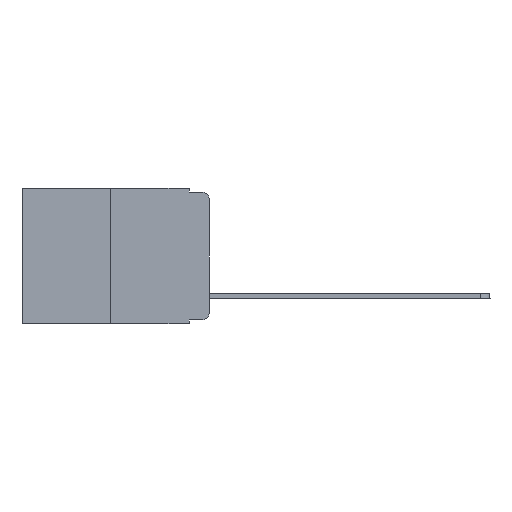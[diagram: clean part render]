
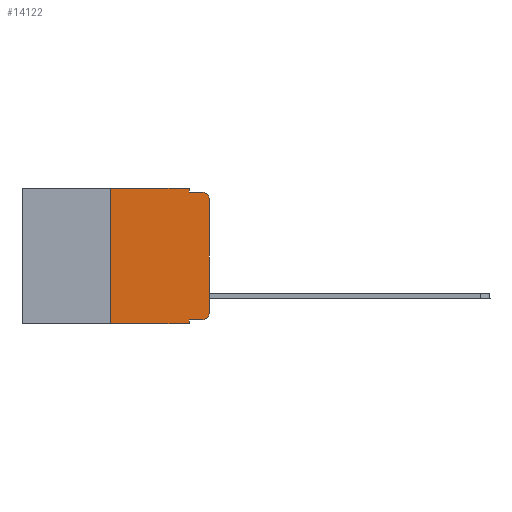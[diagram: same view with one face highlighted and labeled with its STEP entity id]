
A CAD part, left-side view. The second image highlights one B-rep face of the part: STEP entity #14122.
In plain terms, the highlighted planar face has unit normal (-1, 0, 0).
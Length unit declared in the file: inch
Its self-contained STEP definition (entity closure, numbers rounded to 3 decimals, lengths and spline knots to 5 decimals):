
#5 = CARTESIAN_POINT ( 'NONE',  ( 0., 0.051, -0.01 ) ) ;
#912 = LINE ( 'NONE', #2768, #13351 ) ;
#1049 = EDGE_CURVE ( 'NONE', #14722, #3495, #912, .T. ) ;
#1365 = ORIENTED_EDGE ( 'NONE', *, *, #5498, .T. ) ;
#1448 = EDGE_CURVE ( 'NONE', #11231, #7951, #5337, .T. ) ;
#1655 = LINE ( 'NONE', #15062, #7692 ) ;
#1735 = PLANE ( 'NONE',  #6176 ) ;
#1846 = CARTESIAN_POINT ( 'NONE',  ( 0., 0.051, -0.333 ) ) ;
#2104 = ORIENTED_EDGE ( 'NONE', *, *, #5716, .F. ) ;
#2133 = CARTESIAN_POINT ( 'NONE',  ( 0., 0.473, -0.343 ) ) ;
#2221 = DIRECTION ( 'NONE',  ( 0., 0., -1. ) ) ;
#2266 = ORIENTED_EDGE ( 'NONE', *, *, #8002, .T. ) ;
#2768 = CARTESIAN_POINT ( 'NONE',  ( 0., 0., 0. ) ) ;
#2802 = VERTEX_POINT ( 'NONE', #6911 ) ;
#2912 = LINE ( 'NONE', #1846, #13927 ) ;
#2971 = CARTESIAN_POINT ( 'NONE',  ( 0., 0.473, 0. ) ) ;
#3027 = CARTESIAN_POINT ( 'NONE',  ( 0., 0.02, -0.01 ) ) ;
#3033 = ORIENTED_EDGE ( 'NONE', *, *, #8805, .T. ) ;
#3254 = VERTEX_POINT ( 'NONE', #14407 ) ;
#3402 = VECTOR ( 'NONE', #7920, 39.37008 ) ;
#3495 = VERTEX_POINT ( 'NONE', #6003 ) ;
#3983 = DIRECTION ( 'NONE',  ( 0., 0., 1. ) ) ;
#4156 = ORIENTED_EDGE ( 'NONE', *, *, #1448, .F. ) ;
#4675 = CARTESIAN_POINT ( 'NONE',  ( 0., 0.051, 0. ) ) ;
#4696 = DIRECTION ( 'NONE',  ( 0., -1., 0. ) ) ;
#4833 = LINE ( 'NONE', #4675, #16400 ) ;
#4870 = EDGE_CURVE ( 'NONE', #3254, #11902, #7840, .T. ) ;
#5251 = ORIENTED_EDGE ( 'NONE', *, *, #13158, .T. ) ;
#5337 = LINE ( 'NONE', #13924, #14734 ) ;
#5498 = EDGE_CURVE ( 'NONE', #3254, #2802, #10617, .T. ) ;
#5716 = EDGE_CURVE ( 'NONE', #11902, #10135, #15815, .T. ) ;
#5981 = CARTESIAN_POINT ( 'NONE',  ( 0., 0.25, 0. ) ) ;
#6003 = CARTESIAN_POINT ( 'NONE',  ( 0., 0., -0.03 ) ) ;
#6135 = EDGE_CURVE ( 'NONE', #10135, #11231, #4833, .T. ) ;
#6176 = AXIS2_PLACEMENT_3D ( 'NONE', #2971, #11928, #13169 ) ;
#6543 = VERTEX_POINT ( 'NONE', #12066 ) ;
#6602 = CARTESIAN_POINT ( 'NONE',  ( 0., 0.473, 0. ) ) ;
#6911 = CARTESIAN_POINT ( 'NONE',  ( 0., 0.051, -0.343 ) ) ;
#7087 = CIRCLE ( 'NONE', #16606, 0.02 ) ;
#7199 = ORIENTED_EDGE ( 'NONE', *, *, #4870, .F. ) ;
#7692 = VECTOR ( 'NONE', #2221, 39.37008 ) ;
#7751 = CARTESIAN_POINT ( 'NONE',  ( 0., 0.25, 0. ) ) ;
#7840 = LINE ( 'NONE', #5981, #10032 ) ;
#7920 = DIRECTION ( 'NONE',  ( 0., -1., 0. ) ) ;
#7951 = VERTEX_POINT ( 'NONE', #3027 ) ;
#8002 = EDGE_CURVE ( 'NONE', #6543, #14699, #2912, .T. ) ;
#8093 = AXIS2_PLACEMENT_3D ( 'NONE', #12909, #9160, #10557 ) ;
#8651 = ORIENTED_EDGE ( 'NONE', *, *, #6135, .F. ) ;
#8805 = EDGE_CURVE ( 'NONE', #14699, #14722, #7087, .T. ) ;
#9015 = CARTESIAN_POINT ( 'NONE',  ( 0., 0.051, 0. ) ) ;
#9124 = DIRECTION ( 'NONE',  ( 0., 0., -1. ) ) ;
#9160 = DIRECTION ( 'NONE',  ( -1., 0., 0. ) ) ;
#9164 = ORIENTED_EDGE ( 'NONE', *, *, #10003, .F. ) ;
#9387 = CIRCLE ( 'NONE', #8093, 0.02 ) ;
#9472 = DIRECTION ( 'NONE',  ( 0., -1., 0. ) ) ;
#9894 = DIRECTION ( 'NONE',  ( 0., 0., 1. ) ) ;
#10003 = EDGE_CURVE ( 'NONE', #6543, #2802, #1655, .T. ) ;
#10032 = VECTOR ( 'NONE', #9894, 39.37008 ) ;
#10135 = VERTEX_POINT ( 'NONE', #9015 ) ;
#10557 = DIRECTION ( 'NONE',  ( 0., 0., -1. ) ) ;
#10617 = LINE ( 'NONE', #2133, #14816 ) ;
#10671 = ORIENTED_EDGE ( 'NONE', *, *, #1049, .T. ) ;
#10793 = EDGE_LOOP ( 'NONE', ( #10671, #5251, #4156, #8651, #2104, #7199, #1365, #9164, #2266, #3033 ) ) ;
#11231 = VERTEX_POINT ( 'NONE', #5 ) ;
#11902 = VERTEX_POINT ( 'NONE', #7751 ) ;
#11928 = DIRECTION ( 'NONE',  ( 1., 0., 0. ) ) ;
#12066 = CARTESIAN_POINT ( 'NONE',  ( 0., 0.051, -0.333 ) ) ;
#12366 = FACE_OUTER_BOUND ( 'NONE', #10793, .T. ) ;
#12909 = CARTESIAN_POINT ( 'NONE',  ( 0., 0.02, -0.03 ) ) ;
#13025 = CARTESIAN_POINT ( 'NONE',  ( 0., 0.02, -0.313 ) ) ;
#13158 = EDGE_CURVE ( 'NONE', #3495, #7951, #9387, .T. ) ;
#13169 = DIRECTION ( 'NONE',  ( 0., 0., -1. ) ) ;
#13351 = VECTOR ( 'NONE', #3983, 39.37008 ) ;
#13440 = DIRECTION ( 'NONE',  ( 0., 0., -1. ) ) ;
#13703 = DIRECTION ( 'NONE',  ( 0., -1., 0. ) ) ;
#13924 = CARTESIAN_POINT ( 'NONE',  ( 0., 0.051, -0.01 ) ) ;
#13927 = VECTOR ( 'NONE', #9472, 39.37008 ) ;
#14122 = ADVANCED_FACE ( 'NONE', ( #12366 ), #1735, .F. ) ;
#14202 = CARTESIAN_POINT ( 'NONE',  ( 0., 0., -0.313 ) ) ;
#14257 = CARTESIAN_POINT ( 'NONE',  ( 0., 0.02, -0.333 ) ) ;
#14302 = DIRECTION ( 'NONE',  ( -1., 0., 0. ) ) ;
#14407 = CARTESIAN_POINT ( 'NONE',  ( 0., 0.25, -0.343 ) ) ;
#14699 = VERTEX_POINT ( 'NONE', #14257 ) ;
#14722 = VERTEX_POINT ( 'NONE', #14202 ) ;
#14734 = VECTOR ( 'NONE', #13703, 39.37008 ) ;
#14816 = VECTOR ( 'NONE', #4696, 39.37008 ) ;
#15062 = CARTESIAN_POINT ( 'NONE',  ( 0., 0.051, 0. ) ) ;
#15815 = LINE ( 'NONE', #6602, #3402 ) ;
#16400 = VECTOR ( 'NONE', #13440, 39.37008 ) ;
#16606 = AXIS2_PLACEMENT_3D ( 'NONE', #13025, #14302, #9124 ) ;
